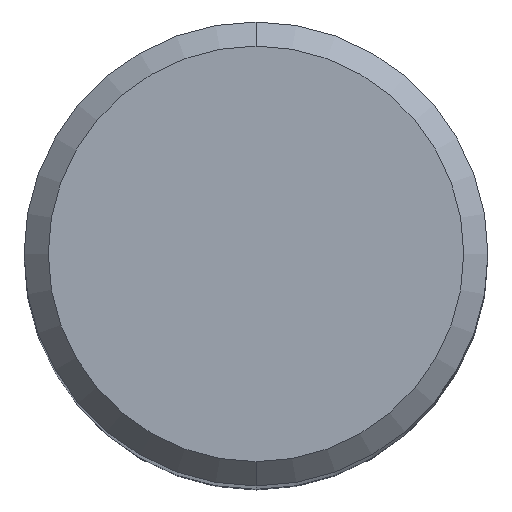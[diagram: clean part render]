
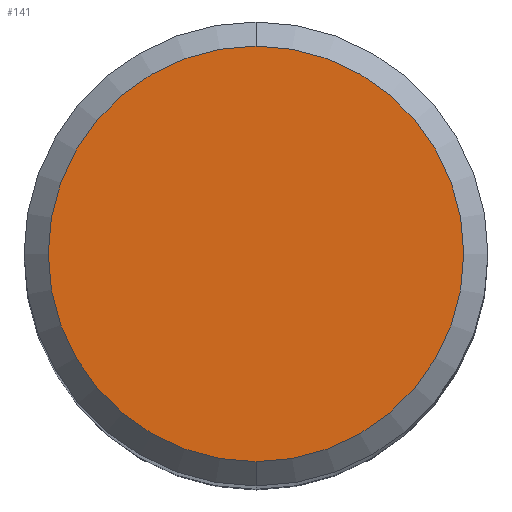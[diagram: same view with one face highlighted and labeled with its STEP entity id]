
A CAD part, top view. The second image highlights one B-rep face of the part: STEP entity #141.
In plain terms, the highlighted planar face has unit normal (0, 0, 1).
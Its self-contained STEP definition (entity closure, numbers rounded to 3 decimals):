
#141=ADVANCED_FACE('',(#372),#373,.T.);
#167=EDGE_CURVE('',#173,#265,#406,.T.);
#173=VERTEX_POINT('',#413);
#205=EDGE_CURVE('',#265,#173,#450,.T.);
#265=VERTEX_POINT('',#519);
#372=FACE_OUTER_BOUND('',#625,.T.);
#373=PLANE('',#626);
#406=CIRCLE('',#665,4.3);
#413=CARTESIAN_POINT('',(0.,-4.3,0.));
#450=CIRCLE('',#721,4.3);
#519=CARTESIAN_POINT('',(0.0,4.3,0.));
#625=EDGE_LOOP('',(#933,#934));
#626=AXIS2_PLACEMENT_3D('',#935,#936,#937);
#665=AXIS2_PLACEMENT_3D('',#983,#984,#985);
#721=AXIS2_PLACEMENT_3D('',#1050,#1051,#1052);
#933=ORIENTED_EDGE('',*,*,#205,.F.);
#934=ORIENTED_EDGE('',*,*,#167,.F.);
#935=CARTESIAN_POINT('',(0.0,2.15,0.));
#936=DIRECTION('',(-0.0,0.0,1.0));
#937=DIRECTION('',(0.0,-1.0,0.0));
#983=CARTESIAN_POINT('',(0.0,0.0,0.));
#984=DIRECTION('',(0.0,0.0,-1.0));
#985=DIRECTION('',(0.0,1.0,0.0));
#1050=CARTESIAN_POINT('',(0.0,0.0,0.));
#1051=DIRECTION('',(0.0,0.0,-1.0));
#1052=DIRECTION('',(0.0,1.0,0.0));
